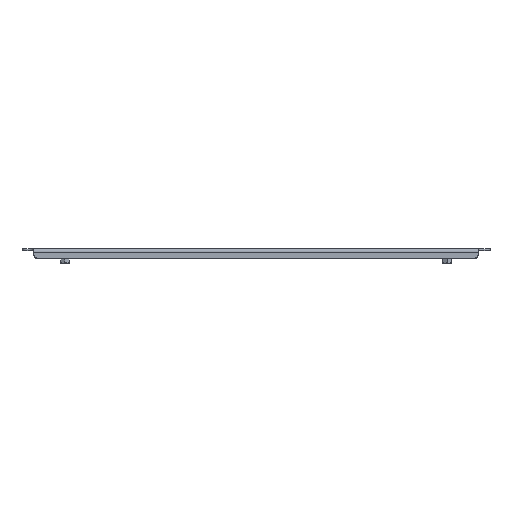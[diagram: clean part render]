
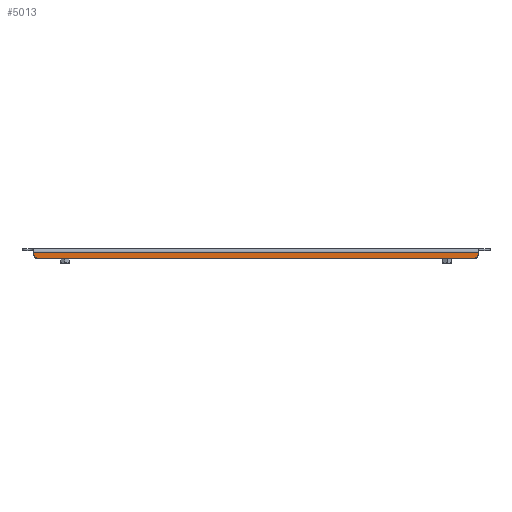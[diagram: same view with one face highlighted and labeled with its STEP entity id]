
A CAD part, top view. The second image highlights one B-rep face of the part: STEP entity #5013.
In plain terms, the highlighted planar face has unit normal (0, 0, 1).
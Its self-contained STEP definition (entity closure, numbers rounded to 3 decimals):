
#131 = DIRECTION ( 'NONE',  ( 0., -1., 0. ) ) ;
#140 = CARTESIAN_POINT ( 'NONE',  ( -233., -3.5, 145. ) ) ;
#1402 = DIRECTION ( 'NONE',  ( 1., 0., 0. ) ) ;
#1520 = VERTEX_POINT ( 'NONE', #4632 ) ;
#1670 = AXIS2_PLACEMENT_3D ( 'NONE', #5941, #5389, #131 ) ;
#1824 = LINE ( 'NONE', #5888, #2300 ) ;
#2052 = CARTESIAN_POINT ( 'NONE',  ( 228., -10., 145. ) ) ;
#2072 = EDGE_CURVE ( 'NONE', #3920, #6744, #1824, .T. ) ;
#2177 = EDGE_CURVE ( 'NONE', #3920, #5739, #3918, .T. ) ;
#2300 = VECTOR ( 'NONE', #3730, 1000. ) ;
#2378 = ORIENTED_EDGE ( 'NONE', *, *, #5847, .F. ) ;
#2493 = CARTESIAN_POINT ( 'NONE',  ( 0., 141.978, 145. ) ) ;
#2559 = CARTESIAN_POINT ( 'NONE',  ( -233., 23.978, 145. ) ) ;
#2793 = VECTOR ( 'NONE', #1402, 1000. ) ;
#2904 = EDGE_CURVE ( 'NONE', #3360, #5739, #6796, .T. ) ;
#2922 = DIRECTION ( 'NONE',  ( 0., 0., 1. ) ) ;
#2943 = CARTESIAN_POINT ( 'NONE',  ( 233., -5., 145. ) ) ;
#2985 = PLANE ( 'NONE',  #6162 ) ;
#3115 = CARTESIAN_POINT ( 'NONE',  ( -228., -10., 145. ) ) ;
#3168 = LINE ( 'NONE', #5481, #2793 ) ;
#3241 = ORIENTED_EDGE ( 'NONE', *, *, #2904, .T. ) ;
#3360 = VERTEX_POINT ( 'NONE', #2052 ) ;
#3378 = CARTESIAN_POINT ( 'NONE',  ( 233., 23.978, 145. ) ) ;
#3528 = ORIENTED_EDGE ( 'NONE', *, *, #5869, .T. ) ;
#3730 = DIRECTION ( 'NONE',  ( -1., 0., 0. ) ) ;
#3918 = LINE ( 'NONE', #3378, #4735 ) ;
#3920 = VERTEX_POINT ( 'NONE', #4300 ) ;
#4070 = EDGE_LOOP ( 'NONE', ( #2378, #5038, #3528, #3241, #4212, #5180 ) ) ;
#4165 = FACE_OUTER_BOUND ( 'NONE', #4070, .T. ) ;
#4212 = ORIENTED_EDGE ( 'NONE', *, *, #2177, .F. ) ;
#4230 = DIRECTION ( 'NONE',  ( 0., -1., 0. ) ) ;
#4300 = CARTESIAN_POINT ( 'NONE',  ( 233., -3.5, 145. ) ) ;
#4459 = DIRECTION ( 'NONE',  ( 0., 1., 0. ) ) ;
#4632 = CARTESIAN_POINT ( 'NONE',  ( -233., -5., 145. ) ) ;
#4735 = VECTOR ( 'NONE', #6817, 1000. ) ;
#4801 = CARTESIAN_POINT ( 'NONE',  ( 228., -5., 145. ) ) ;
#4897 = VERTEX_POINT ( 'NONE', #3115 ) ;
#5013 = ADVANCED_FACE ( 'NONE', ( #4165 ), #2985, .T. ) ;
#5014 = EDGE_CURVE ( 'NONE', #1520, #4897, #5580, .T. ) ;
#5038 = ORIENTED_EDGE ( 'NONE', *, *, #5014, .T. ) ;
#5096 = VECTOR ( 'NONE', #4459, 1000. ) ;
#5128 = AXIS2_PLACEMENT_3D ( 'NONE', #4801, #6609, #4230 ) ;
#5180 = ORIENTED_EDGE ( 'NONE', *, *, #2072, .T. ) ;
#5389 = DIRECTION ( 'NONE',  ( 0., 0., 1. ) ) ;
#5481 = CARTESIAN_POINT ( 'NONE',  ( 245., -10., 145. ) ) ;
#5558 = LINE ( 'NONE', #2559, #5096 ) ;
#5580 = CIRCLE ( 'NONE', #1670, 5. ) ;
#5739 = VERTEX_POINT ( 'NONE', #2943 ) ;
#5847 = EDGE_CURVE ( 'NONE', #1520, #6744, #5558, .T. ) ;
#5869 = EDGE_CURVE ( 'NONE', #4897, #3360, #3168, .T. ) ;
#5888 = CARTESIAN_POINT ( 'NONE',  ( 0., -3.5, 145. ) ) ;
#5941 = CARTESIAN_POINT ( 'NONE',  ( -228., -5., 145. ) ) ;
#6162 = AXIS2_PLACEMENT_3D ( 'NONE', #2493, #2922, #6374 ) ;
#6374 = DIRECTION ( 'NONE',  ( 0., -1., 0. ) ) ;
#6609 = DIRECTION ( 'NONE',  ( 0., 0., 1. ) ) ;
#6744 = VERTEX_POINT ( 'NONE', #140 ) ;
#6796 = CIRCLE ( 'NONE', #5128, 5. ) ;
#6817 = DIRECTION ( 'NONE',  ( 0., -1., 0. ) ) ;
